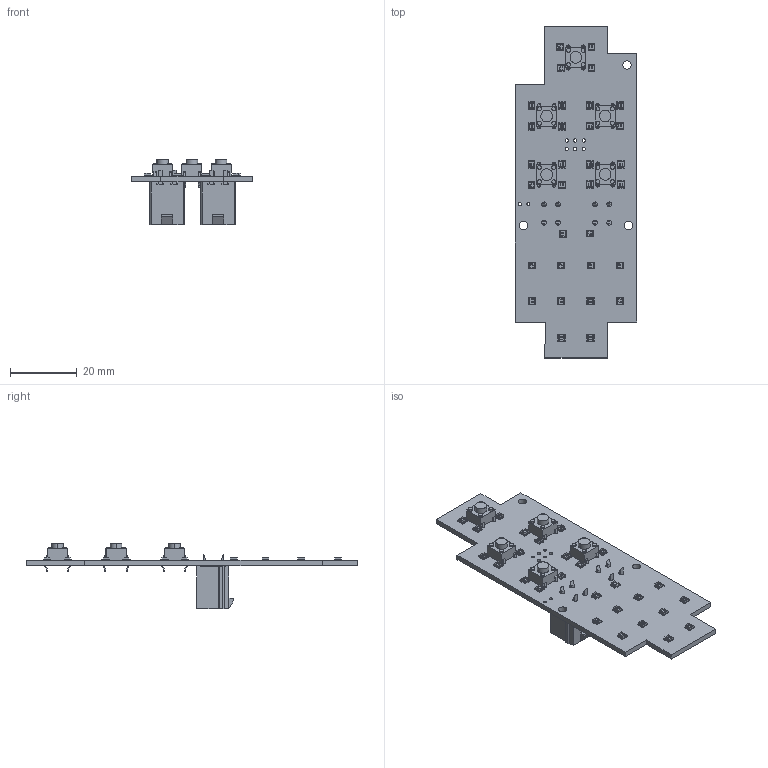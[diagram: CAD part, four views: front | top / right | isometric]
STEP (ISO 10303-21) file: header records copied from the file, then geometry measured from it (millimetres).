
FILE_DESCRIPTION(('KiCad electronic assembly'),'2;1');
FILE_NAME('JETT STATION SELECT.step','2023-01-27T20:47:52',('Pcbnew'),( 'Kicad'),'Open CASCADE STEP processor 7.6','KiCad to STEP converter' ,'Unknown');
FILE_SCHEMA(('AUTOMOTIVE_DESIGN { 1 0 10303 214 1 1 1 1 }'));
Length unit declared in the file: millimetre
Products named in the file (8): JETT STATION SELECT 1; WS2812-2020; COMPOUND; B3F-102x; Molex_Mini-Fit_Jr_5566-04A_2x02_P4.20mm_Vertical; SOLID; _autosave-JETT STATION SELECT PCB
Assembly tree (43 placements, depth 3):
  JETT STATION SELECT 1
    WS2812-2020  x32
      COMPOUND
    B3F-102x  x5
      COMPOUND
    Molex_Mini-Fit_Jr_5566-04A_2x02_P4.20mm_Vertical  x2
      SOLID
    _autosave-JETT STATION SELECT PCB
Bounding box: 36.3 x 99.11 x 19.5 mm (x, y, z)
Volume: 7186.2 mm3; surface area: 11620.1 mm2
Topology: 77 solids, 77 shells, 2672 faces, 6959 edges, 4638 vertices
Faces by surface type: plane 2187, cylinder 261, bspline 224
Full cylindrical faces by diameter (mm): 0.9 x2, 1 x26, 1.4 x8, 2.5 x3
Entity records: 21942 total; most frequent: CARTESIAN_POINT 4222, DIRECTION 3245, LINE 2217, VECTOR 2217, ORIENTED_EDGE 1658, PCURVE 1658, DEFINITIONAL_REPRESENTATION 1658, EDGE_CURVE 829
